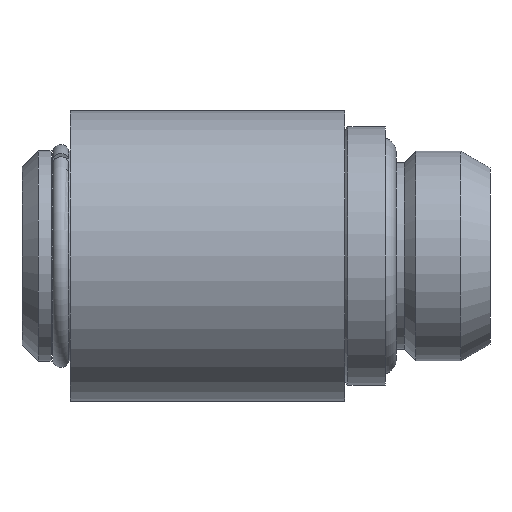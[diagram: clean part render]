
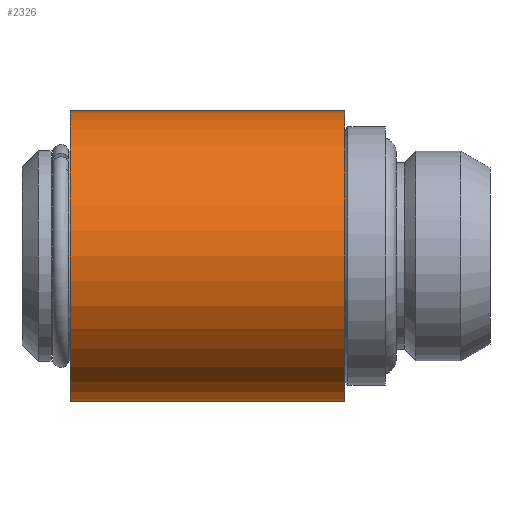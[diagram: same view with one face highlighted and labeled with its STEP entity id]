
A CAD part, left-side view. The second image highlights one B-rep face of the part: STEP entity #2326.
In plain terms, the highlighted cylindrical face has radius 9 mm (diameter 18 mm), a partial arc.
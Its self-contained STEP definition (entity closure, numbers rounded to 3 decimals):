
#8 = ORIENTED_EDGE ( 'NONE', *, *, #2475, .T. ) ;
#10 = EDGE_CURVE ( 'NONE', #2601, #2598, #214, .T. ) ;
#21 = ORIENTED_EDGE ( 'NONE', *, *, #10, .T. ) ;
#142 = DIRECTION ( 'NONE',  ( 0., 0., -1. ) ) ;
#143 = DIRECTION ( 'NONE',  ( 0., -1., 0. ) ) ;
#144 = CARTESIAN_POINT ( 'NONE',  ( 0., 26., 0. ) ) ;
#214 = CIRCLE ( 'NONE', #217, 9. ) ;
#217 = AXIS2_PLACEMENT_3D ( 'NONE', #144, #143, #142 ) ;
#471 = CYLINDRICAL_SURFACE ( 'NONE', #500, 9. ) ;
#472 = FACE_OUTER_BOUND ( 'NONE', #2325, .T. ) ;
#498 = DIRECTION ( 'NONE',  ( 0., 1., 0. ) ) ;
#499 = CARTESIAN_POINT ( 'NONE',  ( 0., 31.086, 0. ) ) ;
#500 = AXIS2_PLACEMENT_3D ( 'NONE', #499, #498, #537 ) ;
#537 = DIRECTION ( 'NONE',  ( 0., 0., 1. ) ) ;
#721 = DIRECTION ( 'NONE',  ( 0., 0., 1. ) ) ;
#722 = DIRECTION ( 'NONE',  ( 0., 1., 0. ) ) ;
#723 = CARTESIAN_POINT ( 'NONE',  ( 0., 9., 0. ) ) ;
#724 = AXIS2_PLACEMENT_3D ( 'NONE', #723, #722, #721 ) ;
#725 = CIRCLE ( 'NONE', #724, 9. ) ;
#1069 = CARTESIAN_POINT ( 'NONE',  ( 0., 9., -9. ) ) ;
#1258 = DIRECTION ( 'NONE',  ( 0., 1., 0. ) ) ;
#1259 = VECTOR ( 'NONE', #1258, 1000. ) ;
#1260 = CARTESIAN_POINT ( 'NONE',  ( 0., 31.086, 9. ) ) ;
#1363 = LINE ( 'NONE', #1260, #1259 ) ;
#1451 = CARTESIAN_POINT ( 'NONE',  ( 0., 26., 9. ) ) ;
#1521 = CARTESIAN_POINT ( 'NONE',  ( 0., 9., 9. ) ) ;
#1522 = CARTESIAN_POINT ( 'NONE',  ( 0., 26., -9. ) ) ;
#1523 = DIRECTION ( 'NONE',  ( 0., 1., 0. ) ) ;
#1524 = VECTOR ( 'NONE', #1523, 1000. ) ;
#1525 = CARTESIAN_POINT ( 'NONE',  ( 0., 31.086, -9. ) ) ;
#1526 = LINE ( 'NONE', #1525, #1524 ) ;
#2325 = EDGE_LOOP ( 'NONE', ( #2328, #2327, #8, #21 ) ) ;
#2326 = ADVANCED_FACE ( 'NONE', ( #472 ), #471, .T. ) ;
#2327 = ORIENTED_EDGE ( 'NONE', *, *, #2350, .T. ) ;
#2328 = ORIENTED_EDGE ( 'NONE', *, *, #2597, .F. ) ;
#2350 = EDGE_CURVE ( 'NONE', #2424, #2599, #725, .T. ) ;
#2424 = VERTEX_POINT ( 'NONE', #1069 ) ;
#2475 = EDGE_CURVE ( 'NONE', #2599, #2601, #1363, .T. ) ;
#2597 = EDGE_CURVE ( 'NONE', #2424, #2598, #1526, .T. ) ;
#2598 = VERTEX_POINT ( 'NONE', #1522 ) ;
#2599 = VERTEX_POINT ( 'NONE', #1521 ) ;
#2601 = VERTEX_POINT ( 'NONE', #1451 ) ;
